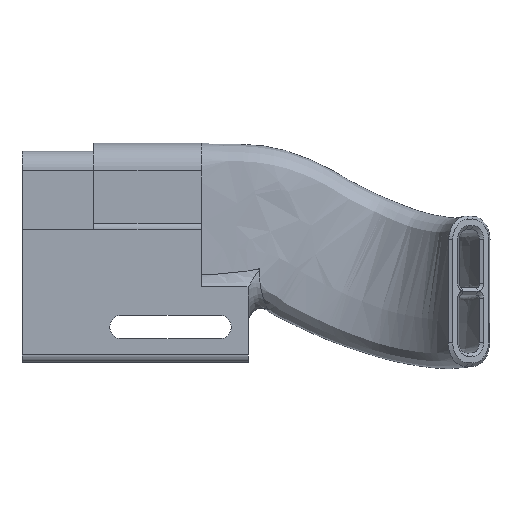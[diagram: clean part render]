
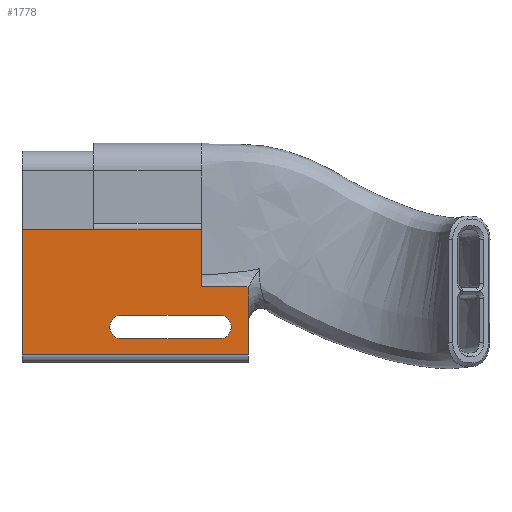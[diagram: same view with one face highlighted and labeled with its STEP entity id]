
A CAD part, left-side view. The second image highlights one B-rep face of the part: STEP entity #1778.
In plain terms, the highlighted planar face has unit normal (-1, 0, 0).
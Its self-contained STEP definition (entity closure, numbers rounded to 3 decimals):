
#26=FACE_BOUND('',#410,.T.);
#125=B_SPLINE_CURVE_WITH_KNOTS('',3,(#8911,#8912,#8913,#8914),
 .UNSPECIFIED.,.F.,.F.,(4,4),(11.28,15.847),
 .UNSPECIFIED.);
#130=B_SPLINE_CURVE_WITH_KNOTS('',3,(#9067,#9068,#9069,#9070),
 .UNSPECIFIED.,.F.,.F.,(4,4),(-3.867,-3.857),
 .UNSPECIFIED.);
#214=PLANE('',#1877);
#308=FACE_OUTER_BOUND('',#409,.T.);
#409=EDGE_LOOP('',(#1640,#1641,#1642,#1643,#1644,#1645,#1646,#1647,#1648));
#410=EDGE_LOOP('',(#1649,#1650,#1651,#1652));
#422=LINE('',#2215,#538);
#430=LINE('',#2233,#546);
#457=LINE('',#9066,#573);
#466=LINE('',#9200,#582);
#487=LINE('',#9378,#603);
#519=LINE('',#9472,#635);
#523=LINE('',#9481,#639);
#527=LINE('',#9497,#643);
#528=LINE('',#9499,#644);
#538=VECTOR('',#1901,10.);
#546=VECTOR('',#1917,10.);
#573=VECTOR('',#1986,10.);
#582=VECTOR('',#2007,10.);
#603=VECTOR('',#2044,10.);
#635=VECTOR('',#2148,10.);
#639=VECTOR('',#2158,10.);
#643=VECTOR('',#2180,10.);
#644=VECTOR('',#2183,10.);
#680=CIRCLE('',#1866,1.65);
#681=CIRCLE('',#1869,1.65);
#691=VERTEX_POINT('',#2211);
#692=VERTEX_POINT('',#2213);
#698=VERTEX_POINT('',#2231);
#799=VERTEX_POINT('',#8909);
#800=VERTEX_POINT('',#8910);
#802=VERTEX_POINT('',#9045);
#803=VERTEX_POINT('',#9065);
#812=VERTEX_POINT('',#9199);
#854=VERTEX_POINT('',#9469);
#855=VERTEX_POINT('',#9471);
#856=VERTEX_POINT('',#9475);
#857=VERTEX_POINT('',#9479);
#860=VERTEX_POINT('',#9495);
#870=EDGE_CURVE('',#691,#692,#422,.T.);
#879=EDGE_CURVE('',#698,#692,#430,.T.);
#1016=EDGE_CURVE('',#799,#800,#125,.F.);
#1021=EDGE_CURVE('',#802,#803,#457,.T.);
#1022=EDGE_CURVE('',#800,#803,#130,.F.);
#1039=EDGE_CURVE('',#691,#812,#466,.T.);
#1068=EDGE_CURVE('',#812,#802,#487,.T.);
#1114=EDGE_CURVE('',#855,#854,#519,.T.);
#1117=EDGE_CURVE('',#854,#856,#680,.T.);
#1119=EDGE_CURVE('',#856,#857,#523,.T.);
#1120=EDGE_CURVE('',#857,#855,#681,.T.);
#1127=EDGE_CURVE('',#698,#860,#527,.T.);
#1128=EDGE_CURVE('',#860,#799,#528,.T.);
#1640=ORIENTED_EDGE('',*,*,#1127,.T.);
#1641=ORIENTED_EDGE('',*,*,#1128,.T.);
#1642=ORIENTED_EDGE('',*,*,#1016,.T.);
#1643=ORIENTED_EDGE('',*,*,#1022,.T.);
#1644=ORIENTED_EDGE('',*,*,#1021,.F.);
#1645=ORIENTED_EDGE('',*,*,#1068,.F.);
#1646=ORIENTED_EDGE('',*,*,#1039,.F.);
#1647=ORIENTED_EDGE('',*,*,#870,.T.);
#1648=ORIENTED_EDGE('',*,*,#879,.F.);
#1649=ORIENTED_EDGE('',*,*,#1119,.T.);
#1650=ORIENTED_EDGE('',*,*,#1120,.T.);
#1651=ORIENTED_EDGE('',*,*,#1114,.T.);
#1652=ORIENTED_EDGE('',*,*,#1117,.T.);
#1778=ADVANCED_FACE('',(#308,#26),#214,.T.);
#1866=AXIS2_PLACEMENT_3D('',#9477,#2153,#2154);
#1869=AXIS2_PLACEMENT_3D('',#9483,#2161,#2162);
#1877=AXIS2_PLACEMENT_3D('',#9498,#2181,#2182);
#1901=DIRECTION('',(0.,1.,0.));
#1917=DIRECTION('',(0.,0.,1.));
#1986=DIRECTION('',(0.,-1.,0.));
#2007=DIRECTION('',(0.,-1.,0.));
#2044=DIRECTION('',(0.,0.,-1.));
#2148=DIRECTION('',(0.,1.,0.));
#2153=DIRECTION('center_axis',(1.,0.,0.));
#2154=DIRECTION('ref_axis',(0.,0.,-1.));
#2158=DIRECTION('',(0.,-1.,0.));
#2161=DIRECTION('center_axis',(1.,0.,0.));
#2162=DIRECTION('ref_axis',(0.,0.,1.));
#2180=DIRECTION('',(0.,-1.,0.));
#2181=DIRECTION('center_axis',(-1.,0.,0.));
#2182=DIRECTION('ref_axis',(0.,0.,-1.));
#2183=DIRECTION('',(0.,0.,1.));
#2211=CARTESIAN_POINT('',(19.988,54.352,11.585));
#2213=CARTESIAN_POINT('',(19.988,64.352,11.585));
#2215=CARTESIAN_POINT('',(19.988,54.352,11.585));
#2231=CARTESIAN_POINT('',(19.988,64.352,-5.902));
#2233=CARTESIAN_POINT('',(19.988,64.352,-5.902));
#8909=CARTESIAN_POINT('',(19.988,32.852,2.025));
#8910=CARTESIAN_POINT('',(19.988,32.757,3.585));
#8911=CARTESIAN_POINT('Ctrl Pts',(19.988,32.757,3.585));
#8912=CARTESIAN_POINT('Ctrl Pts',(19.988,32.803,3.061));
#8913=CARTESIAN_POINT('Ctrl Pts',(19.988,32.852,2.547));
#8914=CARTESIAN_POINT('Ctrl Pts',(19.988,32.852,2.025));
#9045=CARTESIAN_POINT('',(19.988,39.352,3.585));
#9065=CARTESIAN_POINT('',(19.988,32.852,3.585));
#9066=CARTESIAN_POINT('',(19.988,49.352,3.585));
#9067=CARTESIAN_POINT('Ctrl Pts',(19.988,32.852,3.585));
#9068=CARTESIAN_POINT('Ctrl Pts',(19.988,32.82,3.585));
#9069=CARTESIAN_POINT('Ctrl Pts',(19.988,32.788,3.585));
#9070=CARTESIAN_POINT('Ctrl Pts',(19.988,32.757,3.585));
#9199=CARTESIAN_POINT('',(19.988,39.352,11.585));
#9200=CARTESIAN_POINT('',(19.988,49.352,11.585));
#9378=CARTESIAN_POINT('',(19.988,39.352,11.585));
#9469=CARTESIAN_POINT('',(19.988,50.452,-3.665));
#9471=CARTESIAN_POINT('',(19.988,36.852,-3.665));
#9472=CARTESIAN_POINT('',(19.988,49.902,-3.665));
#9475=CARTESIAN_POINT('',(19.988,50.452,-0.365));
#9477=CARTESIAN_POINT('Origin',(19.988,50.452,-2.015));
#9479=CARTESIAN_POINT('',(19.988,36.852,-0.365));
#9481=CARTESIAN_POINT('',(19.988,43.102,-0.365));
#9483=CARTESIAN_POINT('Origin',(19.988,36.852,-2.015));
#9495=CARTESIAN_POINT('',(19.988,32.852,-5.902));
#9497=CARTESIAN_POINT('',(19.988,49.352,-5.902));
#9498=CARTESIAN_POINT('Origin',(19.988,49.352,2.585));
#9499=CARTESIAN_POINT('',(19.988,32.852,2.585));
